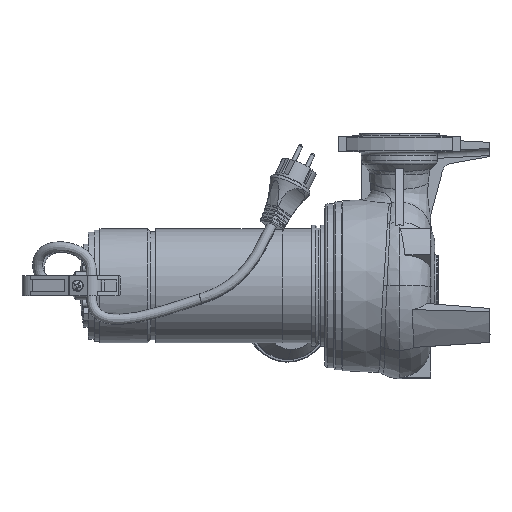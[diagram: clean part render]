
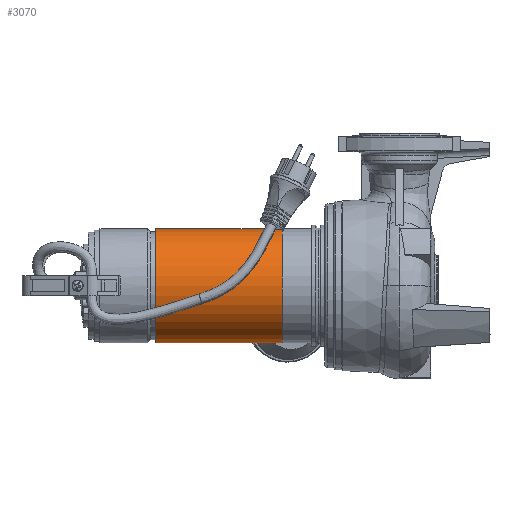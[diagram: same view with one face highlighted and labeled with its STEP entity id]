
A CAD part, left-side view. The second image highlights one B-rep face of the part: STEP entity #3070.
In plain terms, the highlighted cylindrical face has radius 56 mm (diameter 112 mm), a partial arc.
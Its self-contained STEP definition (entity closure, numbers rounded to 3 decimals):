
#537 = VERTEX_POINT ( 'NONE', #57150 ) ;
#1987 = CARTESIAN_POINT ( 'NONE',  ( 0., 267.501, -56. ) ) ;
#2344 = DIRECTION ( 'NONE',  ( 0., 0., -1. ) ) ;
#3070 = ADVANCED_FACE ( 'NONE', ( #17798 ), #56843, .T. ) ;
#5830 = EDGE_CURVE ( 'NONE', #25346, #28362, #52000, .T. ) ;
#6545 = AXIS2_PLACEMENT_3D ( 'NONE', #39880, #52156, #61938 ) ;
#7771 = CARTESIAN_POINT ( 'NONE',  ( 0., 143.501, 0. ) ) ;
#7775 = EDGE_CURVE ( 'NONE', #25346, #59523, #16918, .T. ) ;
#7962 = ORIENTED_EDGE ( 'NONE', *, *, #5830, .T. ) ;
#15746 = EDGE_CURVE ( 'NONE', #28362, #537, #41580, .T. ) ;
#16918 = LINE ( 'NONE', #45845, #60389 ) ;
#17798 = FACE_OUTER_BOUND ( 'NONE', #54631, .T. ) ;
#19537 = CIRCLE ( 'NONE', #61144, 56. ) ;
#21112 = ORIENTED_EDGE ( 'NONE', *, *, #7775, .F. ) ;
#25346 = VERTEX_POINT ( 'NONE', #66278 ) ;
#28362 = VERTEX_POINT ( 'NONE', #1987 ) ;
#31074 = CARTESIAN_POINT ( 'NONE',  ( 0., 267.501, 0. ) ) ;
#35057 = CARTESIAN_POINT ( 'NONE',  ( 0., 267.501, -56. ) ) ;
#39296 = AXIS2_PLACEMENT_3D ( 'NONE', #31074, #70115, #64701 ) ;
#39880 = CARTESIAN_POINT ( 'NONE',  ( 0., 267.501, 0. ) ) ;
#40610 = ORIENTED_EDGE ( 'NONE', *, *, #15746, .T. ) ;
#41580 = LINE ( 'NONE', #35057, #47178 ) ;
#45845 = CARTESIAN_POINT ( 'NONE',  ( 0., 267.501, 56. ) ) ;
#45931 = DIRECTION ( 'NONE',  ( 0., -1., 0. ) ) ;
#47178 = VECTOR ( 'NONE', #45931, 1000. ) ;
#52000 = CIRCLE ( 'NONE', #39296, 56. ) ;
#52156 = DIRECTION ( 'NONE',  ( 0., -1., 0. ) ) ;
#54631 = EDGE_LOOP ( 'NONE', ( #21112, #7962, #40610, #63513 ) ) ;
#56319 = DIRECTION ( 'NONE',  ( 0., -1., 0. ) ) ;
#56843 = CYLINDRICAL_SURFACE ( 'NONE', #6545, 56. ) ;
#57150 = CARTESIAN_POINT ( 'NONE',  ( 0., 143.501, -56. ) ) ;
#59523 = VERTEX_POINT ( 'NONE', #64563 ) ;
#60389 = VECTOR ( 'NONE', #56319, 1000. ) ;
#61144 = AXIS2_PLACEMENT_3D ( 'NONE', #7771, #62071, #2344 ) ;
#61835 = EDGE_CURVE ( 'NONE', #537, #59523, #19537, .T. ) ;
#61938 = DIRECTION ( 'NONE',  ( 0., 0., -1. ) ) ;
#62071 = DIRECTION ( 'NONE',  ( 0., 1., 0. ) ) ;
#63513 = ORIENTED_EDGE ( 'NONE', *, *, #61835, .T. ) ;
#64563 = CARTESIAN_POINT ( 'NONE',  ( 0., 143.501, 56. ) ) ;
#64701 = DIRECTION ( 'NONE',  ( 0., 0., -1. ) ) ;
#66278 = CARTESIAN_POINT ( 'NONE',  ( 0., 267.501, 56. ) ) ;
#70115 = DIRECTION ( 'NONE',  ( 0., -1., 0. ) ) ;
